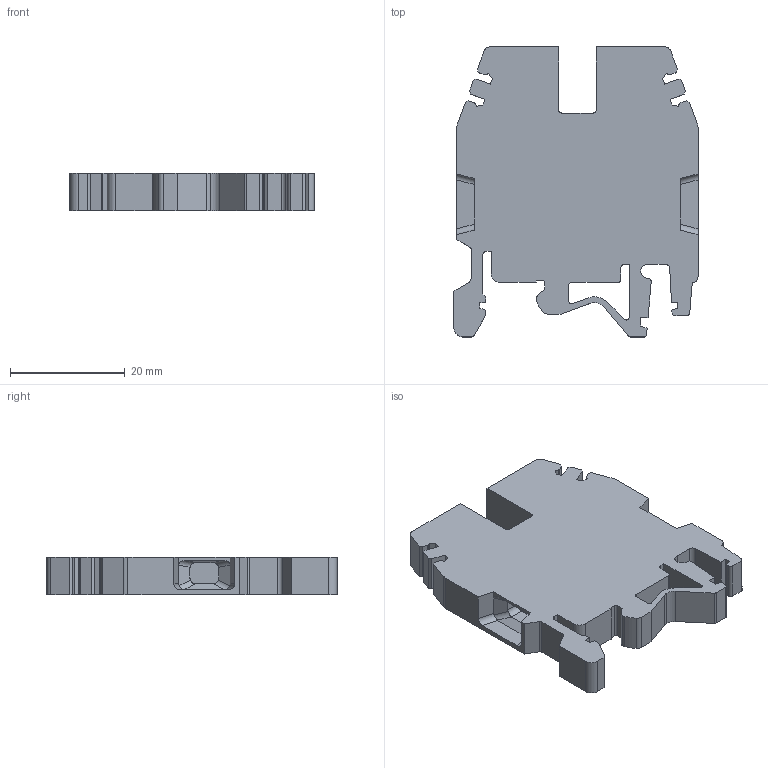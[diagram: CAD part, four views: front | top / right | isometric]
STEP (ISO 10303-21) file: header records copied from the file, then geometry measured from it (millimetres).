
FILE_DESCRIPTION(('OneSpaceDesigner STEP Export'),'2;1');
FILE_NAME('CBD.4.stp','2008-07-03T14:40:24',(''),(''),'OneSpace Designer STEP processor for AP214 (Solid Model)','OneSpace Modeling 15.50 10-Aug-2007 (C) CoCreate Software GmbH','');
FILE_SCHEMA(('AUTOMOTIVE_DESIGN { 1 0 10303 214 1 1 1 1 }'));
Length unit declared in the file: millimetre
Products named in the file (2): CBD.4
Assembly tree (1 placements, depth 2):
  CBD.4
    CBD.4
Bounding box: 42.5 x 50.5 x 6.45 mm (x, y, z)
Volume: 10116.6 mm3; surface area: 5517.3 mm2
Topology: 1 solids, 1 shells, 176 faces, 515 edges, 342 vertices
Faces by surface type: plane 111, cylinder 65
Entity records: 6488 total; most frequent: CARTESIAN_POINT 1753, ORIENTED_EDGE 1030, DIRECTION 937, EDGE_CURVE 515, VECTOR 373, LINE 373, VERTEX_POINT 342, AXIS2_PLACEMENT_3D 282
